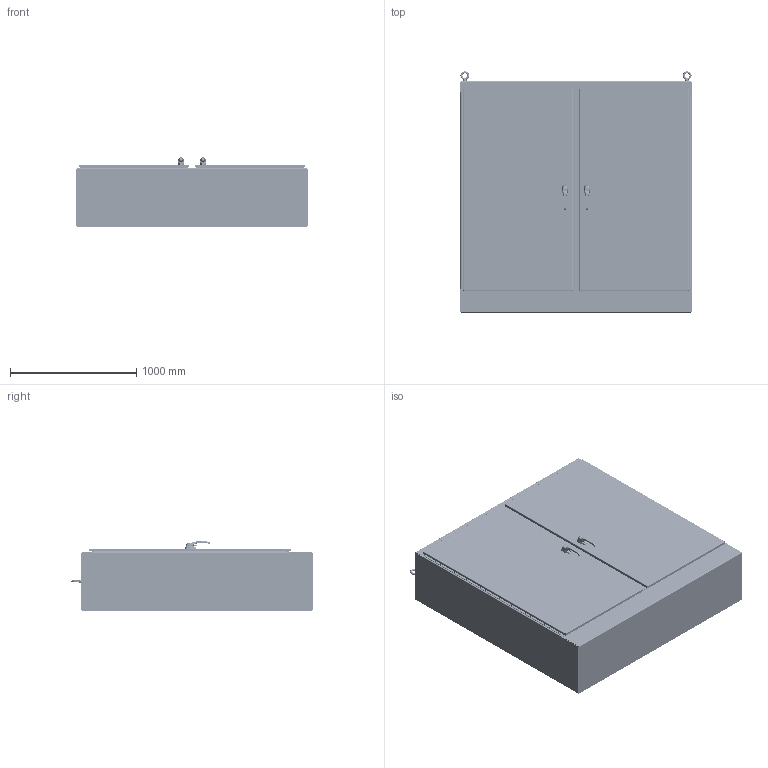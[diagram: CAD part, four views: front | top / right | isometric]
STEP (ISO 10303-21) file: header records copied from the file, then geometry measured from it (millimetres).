
FILE_DESCRIPTION (( 'STEP AP214' ), '1' );
FILE_NAME ('WA727218SSFSDN43PT.STEP', '2016-02-16T13:28:56', ( '' ), ( '' ), 'SwSTEP 2.0', 'SolidWorks 2014', '' );
FILE_SCHEMA (( 'AUTOMOTIVE_DESIGN' ));
Length unit declared in the file: inch
Products named in the file (63): DIN985_M10; HFW303116; LOCK-NUT_AF0; D125B_10_5; HFW303115; 7379-M6-8X25_AF0; 1091-76; 38846; PLASTIC-ROLLER-CAM_AF1; 2100-11; WA7218SSFSDN43PTRS; 1091-903_AF0; DIN3771_16X2_5; WA18SSFSDN43PTLEA; 349131; 1091-903_AF0_2; 1091-75; WA7218SSFSDN43PTBTM; WA72SSFSDN43PTSTFNR; 1091-903_AF0_1; 1091-B11_ASM; WA7218SSFSDN43PTTOP; FUN00132_17.75(_DQ); HFW369101; 1091-74-01; WA7272SSFSDN43PTFB; 316298; HFW31233; 1091-74-03; HFW3026; HFW31234; 1091-73; WA727218SSFSDN43PT; WA7218SSFSDN43PTLS; WA7272SSFSDN43PTRDR; SS_LARGE_DOOR_ROD_ASSM-37029; WA7272SSFSDN43PTLDRASSM; 328131-60_1; 3862; WA7272SSFSDN43PTLDR ...
Assembly tree (114 placements, depth 6):
  WA727218SSFSDN43PT
    WA7272SSFSDN43PTFB
    WA7218SSFSDN43PTTOP
    WA7218SSFSDN43PTBTM
    WA18SSFSDN43PTLEA  x2
    WA7218SSFSDN43PTRS
    38846  x2
    HFW303115  x2
    HFW303116  x2
    HFW316325  x2
    HFW372182  x8
    WA72SSFSDN43PTMLR
    WA72SSFSDN43PTRML
    328131-60
      328131T-60
      328131L-60
      328131P-60
    328131-60_1
      328131T-60
      328131L-60
      328131P-60
    WA7272SSFSDN43PTRDRASSM
      WA7272SSFSDN43PTRDR
      HFW31234  x2
      HFW31233  x2
      HFW369101  x4
      SS_LARGE_DOOR_ROD_ASSM-37029
        HFW31712
          1091-903_AF0
            1091-903_AF0_1
            1091-903_AF0_2
          PLASTIC-ROLLER-CAM_AF0_ASM
            PLASTIC-ROLLER-CAM_AF1
            7379-M6-8X25_AF0
            LOCK-NUT_AF0
          SUPPORT-ROLL_AF0
          1091-BR11_AF0
        37029  x2
        30254  x2
        HFW3762  x4
        31230  x2
        3862  x2
      HFW32451
        1091-73
        1091-B11_ASM
          1091-74-03
          1091-74-01
        1091-75
        DIN3771_16X2_5
        2100-11
        1091-76
        D125B_10_5
        DIN985_M10
        1000-277-01  x2
        1000-02
        1225-05
        SPACER
      38846
      WA7272SSFSDN43PTFIP
    WA7272SSFSDN43PTLDRASSM
Bounding box: 1831.97 x 1911.29 x 547.15 mm (x, y, z)
Volume: 38270567.1 mm3; surface area: 24515394.5 mm2
Topology: 133 solids, 135 shells, 7024 faces, 17792 edges, 10726 vertices
Faces by surface type: cylinder 2690, plane 2638, torus 738, bspline 416, cone 344, sphere 198
Entity records: 131704 total; most frequent: CARTESIAN_POINT 44182, DIRECTION 15923, ORIENTED_EDGE 15222, EDGE_CURVE 7671, AXIS2_PLACEMENT_3D 5924, VERTEX_POINT 4714, LINE 4075, VECTOR 4075
